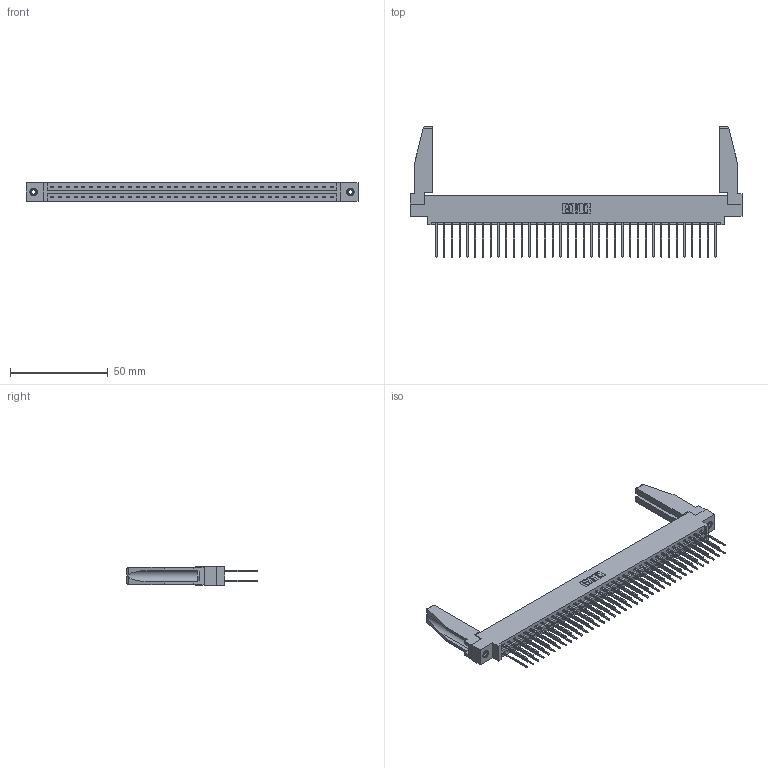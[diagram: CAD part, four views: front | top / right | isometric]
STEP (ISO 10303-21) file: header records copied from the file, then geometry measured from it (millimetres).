
FILE_DESCRIPTION (( 'STEP AP203' ), '1' );
FILE_NAME ('387-074-542-878.STEP', '2019-10-22T01:58:30', ( '' ), ( '' ), 'SwSTEP 2.0', 'SolidWorks 2016', '' );
FILE_SCHEMA (( 'CONFIG_CONTROL_DESIGN' ));
Length unit declared in the file: inch
Products named in the file (5): 387-074-542-878; 345-250-001_345-250-001-102; 307-220-078; 337 Part_0.170 Offset - 0.156 Dia-TI; 345-292-001_345-293-142
Assembly tree (79 placements, depth 2):
  387-074-542-878
    337 Part_0.170 Offset - 0.156 Dia-TI
    345-292-001_345-293-142  x74
    345-250-001_345-250-001-102  x2
    307-220-078  x2
Bounding box: 169.62 x 66.43 x 9.4 mm (x, y, z)
Volume: 22030.3 mm3; surface area: 26000.2 mm2
Topology: 79 solids, 79 shells, 4244 faces, 12567 edges, 8270 vertices
Faces by surface type: plane 2970, cylinder 1258, cone 12, torus 4
Entity records: 31924 total; most frequent: CARTESIAN_POINT 5384, ORIENTED_EDGE 5276, DIRECTION 4594, EDGE_CURVE 2638, LINE 2472, VECTOR 2472, VERTEX_POINT 1752, AXIS2_PLACEMENT_3D 1061
